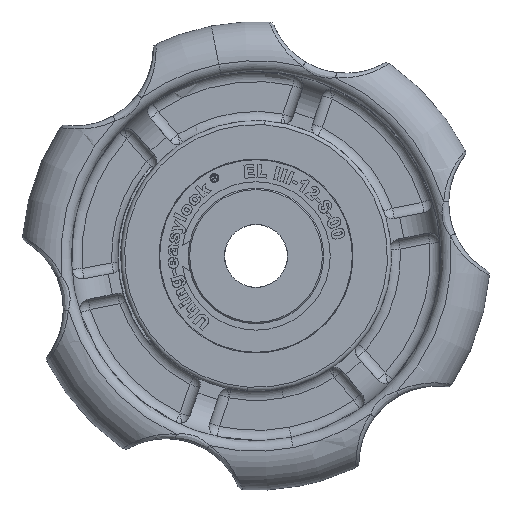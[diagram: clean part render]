
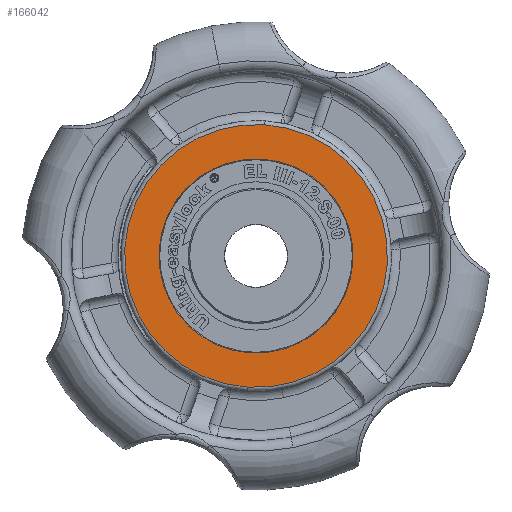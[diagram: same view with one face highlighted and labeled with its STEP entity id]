
A CAD part, left-side view. The second image highlights one B-rep face of the part: STEP entity #166042.
In plain terms, the highlighted planar face has unit normal (-1, 0, 0).
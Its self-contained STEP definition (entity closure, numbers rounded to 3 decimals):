
#1025 = ORIENTED_EDGE ( 'NONE', *, *, #180507, .F. ) ;
#4565 = ORIENTED_EDGE ( 'NONE', *, *, #146197, .T. ) ;
#13938 = DIRECTION ( 'NONE',  ( 0., 0.067, -0.998 ) ) ;
#24078 = EDGE_CURVE ( 'NONE', #86044, #116044, #84281, .T. ) ;
#28254 = CARTESIAN_POINT ( 'NONE',  ( -27.4, -18.608, -1.248 ) ) ;
#37252 = DIRECTION ( 'NONE',  ( -1., 0., 0. ) ) ;
#39367 = DIRECTION ( 'NONE',  ( 1., 0., 0. ) ) ;
#45398 = EDGE_LOOP ( 'NONE', ( #4565, #166407 ) ) ;
#56015 = ORIENTED_EDGE ( 'NONE', *, *, #24078, .F. ) ;
#59076 = DIRECTION ( 'NONE',  ( -1., 0., 0. ) ) ;
#68369 = CARTESIAN_POINT ( 'NONE',  ( -27.4, 0., 0. ) ) ;
#71378 = CIRCLE ( 'NONE', #103670, 25.25 ) ;
#73003 = DIRECTION ( 'NONE',  ( -1., 0., 0. ) ) ;
#77261 = FACE_BOUND ( 'NONE', #149337, .T. ) ;
#84281 = CIRCLE ( 'NONE', #101958, 18.65 ) ;
#86044 = VERTEX_POINT ( 'NONE', #175875 ) ;
#88749 = CIRCLE ( 'NONE', #91634, 18.65 ) ;
#90128 = AXIS2_PLACEMENT_3D ( 'NONE', #68369, #59076, #97762 ) ;
#91634 = AXIS2_PLACEMENT_3D ( 'NONE', #96222, #37252, #108210 ) ;
#96222 = CARTESIAN_POINT ( 'NONE',  ( -27.4, 0., 0. ) ) ;
#96707 = DIRECTION ( 'NONE',  ( -1., 0., 0. ) ) ;
#97601 = DIRECTION ( 'NONE',  ( 0., 0.067, -0.998 ) ) ;
#97762 = DIRECTION ( 'NONE',  ( 0., 0.067, -0.998 ) ) ;
#101958 = AXIS2_PLACEMENT_3D ( 'NONE', #140282, #73003, #13938 ) ;
#103670 = AXIS2_PLACEMENT_3D ( 'NONE', #151116, #96707, #97601 ) ;
#104905 = VERTEX_POINT ( 'NONE', #136283 ) ;
#105826 = FACE_OUTER_BOUND ( 'NONE', #45398, .T. ) ;
#108210 = DIRECTION ( 'NONE',  ( 0., 0.067, -0.998 ) ) ;
#113025 = DIRECTION ( 'NONE',  ( 0., -0.067, 0.998 ) ) ;
#113925 = AXIS2_PLACEMENT_3D ( 'NONE', #28254, #39367, #113025 ) ;
#116044 = VERTEX_POINT ( 'NONE', #158207 ) ;
#126840 = VERTEX_POINT ( 'NONE', #176482 ) ;
#133444 = PLANE ( 'NONE',  #113925 ) ;
#136283 = CARTESIAN_POINT ( 'NONE',  ( -27.4, -1.689, 25.193 ) ) ;
#140282 = CARTESIAN_POINT ( 'NONE',  ( -27.4, 0., 0. ) ) ;
#146038 = CIRCLE ( 'NONE', #90128, 25.25 ) ;
#146197 = EDGE_CURVE ( 'NONE', #126840, #104905, #71378, .T. ) ;
#149337 = EDGE_LOOP ( 'NONE', ( #56015, #1025 ) ) ;
#151116 = CARTESIAN_POINT ( 'NONE',  ( -27.4, 0., 0. ) ) ;
#156969 = EDGE_CURVE ( 'NONE', #104905, #126840, #146038, .T. ) ;
#158207 = CARTESIAN_POINT ( 'NONE',  ( -27.4, -1.248, 18.608 ) ) ;
#166042 = ADVANCED_FACE ( 'NONE', ( #77261, #105826 ), #133444, .F. ) ;
#166407 = ORIENTED_EDGE ( 'NONE', *, *, #156969, .T. ) ;
#175875 = CARTESIAN_POINT ( 'NONE',  ( -27.4, 1.248, -18.608 ) ) ;
#176482 = CARTESIAN_POINT ( 'NONE',  ( -27.4, 1.689, -25.193 ) ) ;
#180507 = EDGE_CURVE ( 'NONE', #116044, #86044, #88749, .T. ) ;
